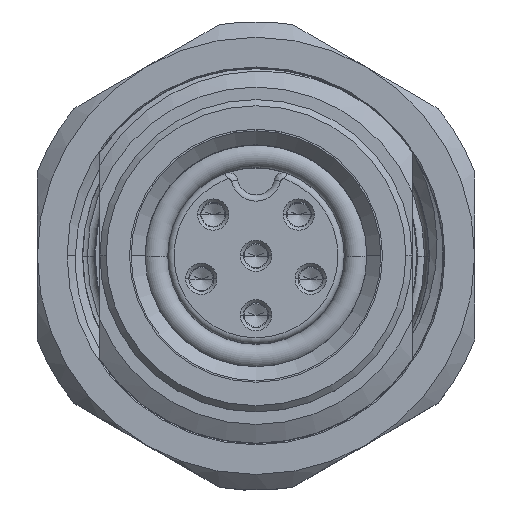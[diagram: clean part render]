
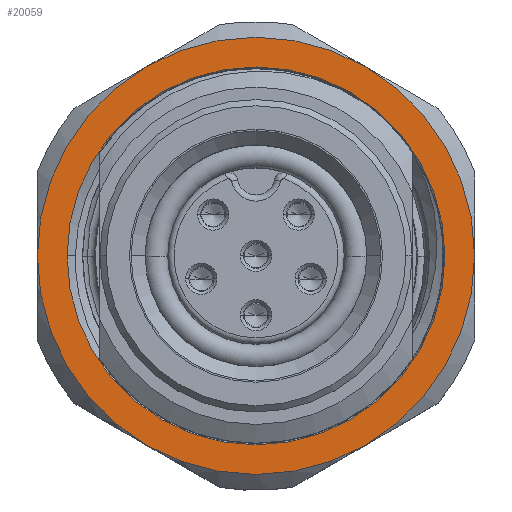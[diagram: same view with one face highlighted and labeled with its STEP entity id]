
A CAD part, top view. The second image highlights one B-rep face of the part: STEP entity #20059.
In plain terms, the highlighted planar face has unit normal (0, 0, 1).
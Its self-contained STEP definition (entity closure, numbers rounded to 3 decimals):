
#18657=CARTESIAN_POINT('',(0.,0.,3.2));
#18658=DIRECTION('',(0.,0.,-1.));
#18659=DIRECTION('',(-1.,0.,0.));
#18660=AXIS2_PLACEMENT_3D('',#18657,#18658,#18659);
#18662=CARTESIAN_POINT('',(0.,0.,3.2));
#18663=DIRECTION('',(0.,0.,-1.));
#18664=DIRECTION('',(1.,0.,0.));
#18665=AXIS2_PLACEMENT_3D('',#18662,#18663,#18664);
#18667=CARTESIAN_POINT('',(0.,0.,3.2));
#18668=DIRECTION('',(0.,0.,-1.));
#18669=DIRECTION('',(-0.5,-0.866,0.));
#18670=AXIS2_PLACEMENT_3D('',#18667,#18668,#18669);
#18672=CARTESIAN_POINT('',(0.,0.,3.2));
#18673=DIRECTION('',(0.,0.,-1.));
#18674=DIRECTION('',(-1.,0.,0.));
#18675=AXIS2_PLACEMENT_3D('',#18672,#18673,#18674);
#18677=CARTESIAN_POINT('',(0.,0.,3.2));
#18678=DIRECTION('',(0.,0.,-1.));
#18679=DIRECTION('',(0.5,0.866,0.));
#18680=AXIS2_PLACEMENT_3D('',#18677,#18678,#18679);
#18682=CARTESIAN_POINT('',(0.,0.,3.2));
#18683=DIRECTION('',(0.,0.,-1.));
#18684=DIRECTION('',(1.,0.,0.));
#18685=AXIS2_PLACEMENT_3D('',#18682,#18683,#18684);
#18692=CARTESIAN_POINT('',(0.,0.,3.2));
#18693=DIRECTION('',(0.,0.,1.));
#18694=DIRECTION('',(-0.5,-0.866,0.));
#18695=AXIS2_PLACEMENT_3D('',#18692,#18693,#18694);
#18984=CARTESIAN_POINT('',(0.,0.,3.2));
#18985=DIRECTION('',(0.,0.,1.));
#18986=DIRECTION('',(0.5,0.866,0.));
#18987=AXIS2_PLACEMENT_3D('',#18984,#18985,#18986);
#19219=CARTESIAN_POINT('',(-6.05,0.,3.2));
#19220=CARTESIAN_POINT('',(6.05,0.,3.2));
#19221=VERTEX_POINT('',#19219);
#19222=VERTEX_POINT('',#19220);
#19272=CARTESIAN_POINT('',(-3.5,-6.062,3.2));
#19273=CARTESIAN_POINT('',(-7.,0.,3.2));
#19274=VERTEX_POINT('',#19272);
#19275=VERTEX_POINT('',#19273);
#19276=CARTESIAN_POINT('',(-3.5,6.062,3.2));
#19277=VERTEX_POINT('',#19276);
#19278=CARTESIAN_POINT('',(3.5,6.062,3.2));
#19279=CARTESIAN_POINT('',(7.,0.,3.2));
#19280=VERTEX_POINT('',#19278);
#19281=VERTEX_POINT('',#19279);
#19282=CARTESIAN_POINT('',(3.5,-6.062,3.2));
#19283=VERTEX_POINT('',#19282);
#20036=CARTESIAN_POINT('',(0.,0.,3.2));
#20037=DIRECTION('',(0.,0.,1.));
#20038=DIRECTION('',(1.,0.,0.));
#20039=AXIS2_PLACEMENT_3D('',#20036,#20037,#20038);
#20040=PLANE('',#20039);
#20042=ORIENTED_EDGE('',*,*,#20041,.F.);
#20044=ORIENTED_EDGE('',*,*,#20043,.T.);
#20046=ORIENTED_EDGE('',*,*,#20045,.T.);
#20048=ORIENTED_EDGE('',*,*,#20047,.F.);
#20050=ORIENTED_EDGE('',*,*,#20049,.T.);
#20052=ORIENTED_EDGE('',*,*,#20051,.T.);
#20053=EDGE_LOOP('',(#20042,#20044,#20046,#20048,#20050,#20052));
#20054=FACE_OUTER_BOUND('',#20053,.F.);
#20055=ORIENTED_EDGE('',*,*,#19709,.F.);
#20056=ORIENTED_EDGE('',*,*,#20029,.F.);
#20057=EDGE_LOOP('',(#20055,#20056));
#20058=FACE_BOUND('',#20057,.F.);
#18661=CIRCLE('',#18660,6.05);
#18666=CIRCLE('',#18665,6.05);
#18671=CIRCLE('',#18670,7.);
#18676=CIRCLE('',#18675,7.);
#18681=CIRCLE('',#18680,7.);
#18686=CIRCLE('',#18685,7.);
#18696=CIRCLE('',#18695,7.);
#18988=CIRCLE('',#18987,7.);
#19709=EDGE_CURVE('',#19221,#19222,#18661,.T.);
#20029=EDGE_CURVE('',#19222,#19221,#18666,.T.);
#20041=EDGE_CURVE('',#19274,#19283,#18696,.T.);
#20043=EDGE_CURVE('',#19274,#19275,#18671,.T.);
#20045=EDGE_CURVE('',#19275,#19277,#18676,.T.);
#20047=EDGE_CURVE('',#19280,#19277,#18988,.T.);
#20049=EDGE_CURVE('',#19280,#19281,#18681,.T.);
#20051=EDGE_CURVE('',#19281,#19283,#18686,.T.);
#20059=ADVANCED_FACE('',(#20054,#20058),#20040,.T.);
